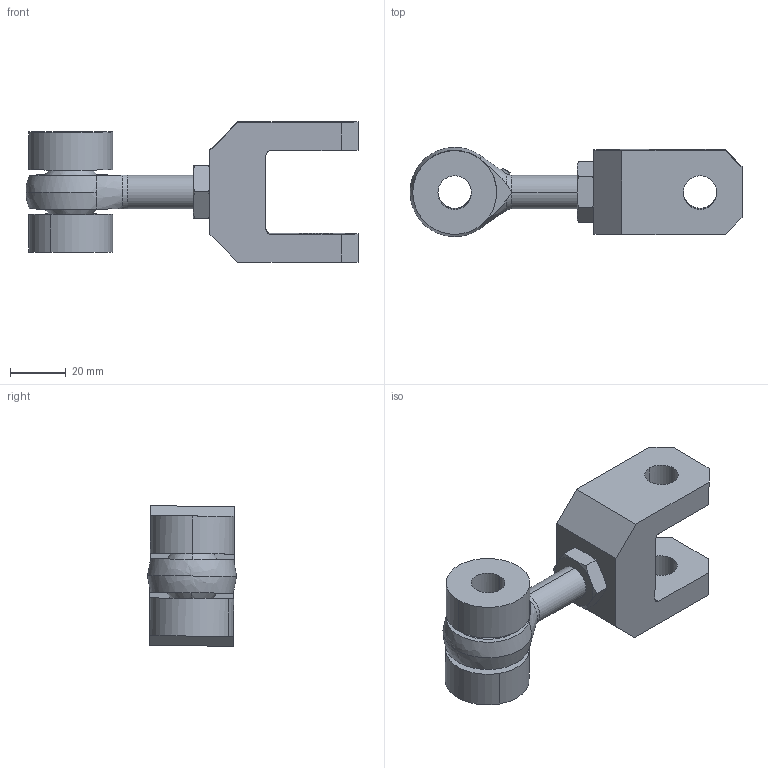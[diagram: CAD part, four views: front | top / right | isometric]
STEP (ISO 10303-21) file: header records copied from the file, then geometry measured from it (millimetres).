
FILE_DESCRIPTION (( 'STEP AP214' ), '1' );
FILE_NAME ('V2.STEP', '2019-01-13T17:31:52', ( '' ), ( '' ), 'SwSTEP 2.0', 'SolidWorks 2014', '' );
FILE_SCHEMA (( 'AUTOMOTIVE_DESIGN' ));
Length unit declared in the file: millimetre
Products named in the file (5): entretoise; Rotule M12dr; ecrou bas M12; fourchette v2; V2
Assembly tree (5 placements, depth 2):
  V2
    ecrou bas M12
    entretoise  x2
    fourchette v2
    Rotule M12dr
Bounding box: 118.85 x 31.93 x 50.31 mm (x, y, z)
Volume: 59624.2 mm3; surface area: 25682.2 mm2
Topology: 4 solids, 7 shells, 101 faces, 257 edges, 162 vertices
Faces by surface type: plane 36, cylinder 30, cone 21, bspline 14
Entity records: 4470 total; most frequent: CARTESIAN_POINT 1627, ORIENTED_EDGE 466, DIRECTION 463, EDGE_CURVE 243, AXIS2_PLACEMENT_3D 190, VERTEX_POINT 154, EDGE_LOOP 111, CIRCLE 100
